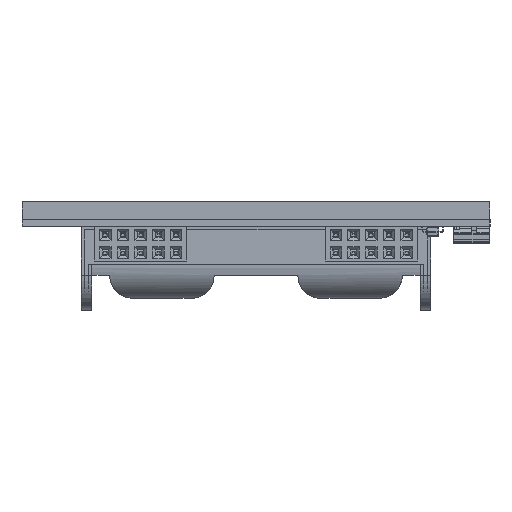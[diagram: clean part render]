
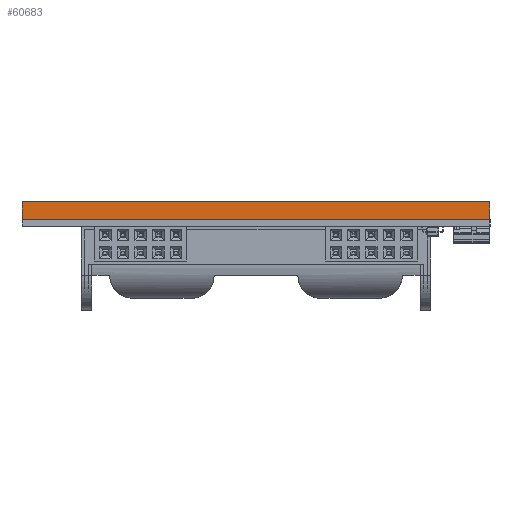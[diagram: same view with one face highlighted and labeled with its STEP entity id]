
A CAD part, left-side view. The second image highlights one B-rep face of the part: STEP entity #60683.
In plain terms, the highlighted planar face has unit normal (-1, 0, 0).
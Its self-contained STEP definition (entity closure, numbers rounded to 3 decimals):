
#60657 = VERTEX_POINT('',#60658);
#60658 = CARTESIAN_POINT('',(-140.,0.,0.));
#60666 = VERTEX_POINT('',#60667);
#60667 = CARTESIAN_POINT('',(-140.,2.53,0.));
#60673 = EDGE_CURVE('',#60657,#60666,#60674,.T.);
#60674 = LINE('',#60675,#60676);
#60675 = CARTESIAN_POINT('',(-140.,0.,0.));
#60676 = VECTOR('',#60677,1.);
#60677 = DIRECTION('',(0.,1.,0.));
#60683 = ADVANCED_FACE('',(#60684),#60709,.T.);
#60684 = FACE_BOUND('',#60685,.T.);
#60685 = EDGE_LOOP('',(#60686,#60694,#60695,#60703));
#60686 = ORIENTED_EDGE('',*,*,#60687,.F.);
#60687 = EDGE_CURVE('',#60657,#60688,#60690,.T.);
#60688 = VERTEX_POINT('',#60689);
#60689 = CARTESIAN_POINT('',(-140.,0.,-67.));
#60690 = LINE('',#60691,#60692);
#60691 = CARTESIAN_POINT('',(-140.,0.,0.));
#60692 = VECTOR('',#60693,1.);
#60693 = DIRECTION('',(0.,0.,-1.));
#60694 = ORIENTED_EDGE('',*,*,#60673,.T.);
#60695 = ORIENTED_EDGE('',*,*,#60696,.F.);
#60696 = EDGE_CURVE('',#60697,#60666,#60699,.T.);
#60697 = VERTEX_POINT('',#60698);
#60698 = CARTESIAN_POINT('',(-140.,2.53,-67.));
#60699 = LINE('',#60700,#60701);
#60700 = CARTESIAN_POINT('',(-140.,2.53,0.));
#60701 = VECTOR('',#60702,1.);
#60702 = DIRECTION('',(0.,0.,1.));
#60703 = ORIENTED_EDGE('',*,*,#60704,.F.);
#60704 = EDGE_CURVE('',#60688,#60697,#60705,.T.);
#60705 = LINE('',#60706,#60707);
#60706 = CARTESIAN_POINT('',(-140.,0.,-67.));
#60707 = VECTOR('',#60708,1.);
#60708 = DIRECTION('',(0.,1.,0.));
#60709 = PLANE('',#60710);
#60710 = AXIS2_PLACEMENT_3D('',#60711,#60712,#60713);
#60711 = CARTESIAN_POINT('',(-140.,0.,-67.));
#60712 = DIRECTION('',(-1.,0.,0.));
#60713 = DIRECTION('',(0.,0.,1.));
